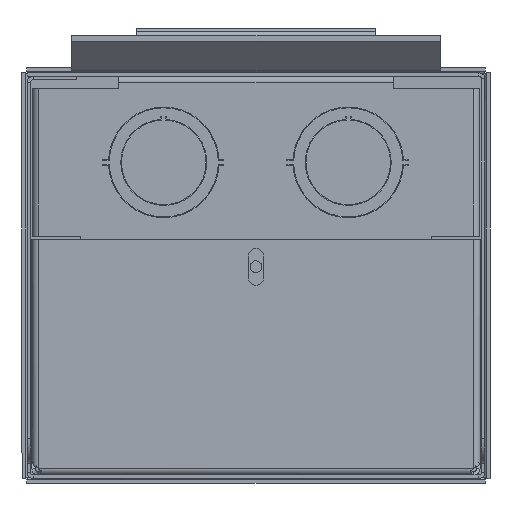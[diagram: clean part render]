
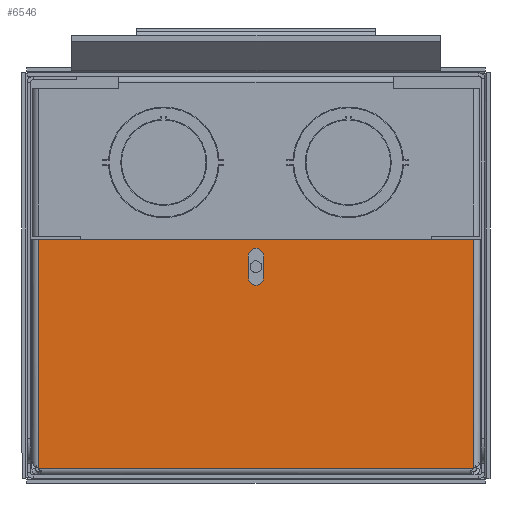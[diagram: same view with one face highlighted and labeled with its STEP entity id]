
A CAD part, front view. The second image highlights one B-rep face of the part: STEP entity #6546.
In plain terms, the highlighted face is planar.
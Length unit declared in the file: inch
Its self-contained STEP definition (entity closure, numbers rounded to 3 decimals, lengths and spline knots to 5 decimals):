
#121 = LINE ( 'NONE', #2429, #6803 ) ;
#412 = VERTEX_POINT ( 'NONE', #12567 ) ;
#481 = CARTESIAN_POINT ( 'NONE',  ( 2.64, 0.3905, 0. ) ) ;
#533 = VERTEX_POINT ( 'NONE', #10474 ) ;
#593 = VERTEX_POINT ( 'NONE', #15953 ) ;
#684 = VECTOR ( 'NONE', #6946, 39.37008 ) ;
#1002 = CARTESIAN_POINT ( 'NONE',  ( 0.503, 4.057, 0. ) ) ;
#1053 = VECTOR ( 'NONE', #4921, 39.37008 ) ;
#1292 = EDGE_CURVE ( 'NONE', #9180, #3293, #14893, .T. ) ;
#1403 = ORIENTED_EDGE ( 'NONE', *, *, #1292, .T. ) ;
#1502 = VERTEX_POINT ( 'NONE', #12324 ) ;
#1597 = AXIS2_PLACEMENT_3D ( 'NONE', #10010, #1958, #11351 ) ;
#1872 = VECTOR ( 'NONE', #2072, 39.37008 ) ;
#1943 = VECTOR ( 'NONE', #11921, 39.37008 ) ;
#1958 = DIRECTION ( 'NONE',  ( 0., 0., 1. ) ) ;
#2072 = DIRECTION ( 'NONE',  ( 1., 0., 0. ) ) ;
#2367 = EDGE_CURVE ( 'NONE', #5731, #12690, #14648, .T. ) ;
#2422 = DIRECTION ( 'NONE',  ( -1., 0., 0. ) ) ;
#2429 = CARTESIAN_POINT ( 'NONE',  ( 0., 2.335, 0. ) ) ;
#2714 = ORIENTED_EDGE ( 'NONE', *, *, #5021, .T. ) ;
#3293 = VERTEX_POINT ( 'NONE', #4420 ) ;
#3318 = VECTOR ( 'NONE', #14118, 39.37008 ) ;
#3707 = DIRECTION ( 'NONE',  ( 0., -1., 0. ) ) ;
#3972 = CARTESIAN_POINT ( 'NONE',  ( 4.899, 2.366, 0. ) ) ;
#4420 = CARTESIAN_POINT ( 'NONE',  ( 2.796, 0.1715, 0. ) ) ;
#4921 = DIRECTION ( 'NONE',  ( 0., 1., 0. ) ) ;
#5021 = EDGE_CURVE ( 'NONE', #11513, #9180, #13969, .T. ) ;
#5208 = ORIENTED_EDGE ( 'NONE', *, *, #6621, .F. ) ;
#5315 = AXIS2_PLACEMENT_3D ( 'NONE', #6593, #15946, #7940 ) ;
#5484 = CARTESIAN_POINT ( 'NONE',  ( 0.503, 2.331, 0. ) ) ;
#5520 = ORIENTED_EDGE ( 'NONE', *, *, #12669, .F. ) ;
#5582 = ORIENTED_EDGE ( 'NONE', *, *, #2367, .F. ) ;
#5604 = CARTESIAN_POINT ( 'NONE',  ( 0.538, 2.366, 0. ) ) ;
#5731 = VERTEX_POINT ( 'NONE', #5484 ) ;
#6133 = EDGE_LOOP ( 'NONE', ( #8208, #7133, #2714, #1403 ) ) ;
#6546 = ADVANCED_FACE ( 'NONE', ( #9931, #13884 ), #14416, .T. ) ;
#6593 = CARTESIAN_POINT ( 'NONE',  ( 2.718, 0.1715, 0. ) ) ;
#6605 = CIRCLE ( 'NONE', #1597, 0.078 ) ;
#6621 = EDGE_CURVE ( 'NONE', #1502, #533, #15784, .T. ) ;
#6803 = VECTOR ( 'NONE', #10469, 39.37008 ) ;
#6946 = DIRECTION ( 'NONE',  ( -0.707, -0.707, 0. ) ) ;
#7019 = ORIENTED_EDGE ( 'NONE', *, *, #16239, .F. ) ;
#7133 = ORIENTED_EDGE ( 'NONE', *, *, #14898, .T. ) ;
#7940 = DIRECTION ( 'NONE',  ( 1., 0., 0. ) ) ;
#8208 = ORIENTED_EDGE ( 'NONE', *, *, #15039, .T. ) ;
#8328 = EDGE_LOOP ( 'NONE', ( #5520, #14848, #5582, #7019, #11865, #5208 ) ) ;
#9011 = LINE ( 'NONE', #12744, #1872 ) ;
#9180 = VERTEX_POINT ( 'NONE', #12067 ) ;
#9931 = FACE_OUTER_BOUND ( 'NONE', #8328, .T. ) ;
#10010 = CARTESIAN_POINT ( 'NONE',  ( 2.718, 0.3905, 0. ) ) ;
#10292 = DIRECTION ( 'NONE',  ( 0., 1., 0. ) ) ;
#10297 = CARTESIAN_POINT ( 'NONE',  ( 0.503, 0., 0. ) ) ;
#10464 = DIRECTION ( 'NONE',  ( 0., 0., -1. ) ) ;
#10469 = DIRECTION ( 'NONE',  ( -1., 0., 0. ) ) ;
#10474 = CARTESIAN_POINT ( 'NONE',  ( 4.93, 2.335, 0. ) ) ;
#10765 = CARTESIAN_POINT ( 'NONE',  ( 0.507, 2.335, 0. ) ) ;
#11110 = VECTOR ( 'NONE', #3707, 39.37008 ) ;
#11351 = DIRECTION ( 'NONE',  ( 1., 0., 0. ) ) ;
#11447 = CARTESIAN_POINT ( 'NONE',  ( 2.64, 0.3905, 0. ) ) ;
#11484 = AXIS2_PLACEMENT_3D ( 'NONE', #15781, #10464, #2422 ) ;
#11513 = VERTEX_POINT ( 'NONE', #481 ) ;
#11630 = LINE ( 'NONE', #11635, #14749 ) ;
#11635 = CARTESIAN_POINT ( 'NONE',  ( 2.796, 0.1715, 0. ) ) ;
#11865 = ORIENTED_EDGE ( 'NONE', *, *, #15118, .F. ) ;
#11920 = VERTEX_POINT ( 'NONE', #10765 ) ;
#11921 = DIRECTION ( 'NONE',  ( -0.707, 0.707, 0. ) ) ;
#12067 = CARTESIAN_POINT ( 'NONE',  ( 2.64, 0.1715, 0. ) ) ;
#12324 = CARTESIAN_POINT ( 'NONE',  ( 4.934, 2.331, 0. ) ) ;
#12567 = CARTESIAN_POINT ( 'NONE',  ( 2.796, 0.3905, 0. ) ) ;
#12614 = EDGE_CURVE ( 'NONE', #12690, #593, #9011, .T. ) ;
#12669 = EDGE_CURVE ( 'NONE', #593, #1502, #15274, .T. ) ;
#12690 = VERTEX_POINT ( 'NONE', #10297 ) ;
#12744 = CARTESIAN_POINT ( 'NONE',  ( 0., 0., 0. ) ) ;
#12859 = CARTESIAN_POINT ( 'NONE',  ( 4.934, 4.057, 0. ) ) ;
#13793 = LINE ( 'NONE', #5604, #684 ) ;
#13884 = FACE_BOUND ( 'NONE', #6133, .T. ) ;
#13969 = LINE ( 'NONE', #11447, #3318 ) ;
#14118 = DIRECTION ( 'NONE',  ( 0., -1., 0. ) ) ;
#14416 = PLANE ( 'NONE',  #11484 ) ;
#14648 = LINE ( 'NONE', #1002, #11110 ) ;
#14749 = VECTOR ( 'NONE', #10292, 39.37008 ) ;
#14848 = ORIENTED_EDGE ( 'NONE', *, *, #12614, .F. ) ;
#14893 = CIRCLE ( 'NONE', #5315, 0.078 ) ;
#14898 = EDGE_CURVE ( 'NONE', #412, #11513, #6605, .T. ) ;
#15039 = EDGE_CURVE ( 'NONE', #3293, #412, #11630, .T. ) ;
#15118 = EDGE_CURVE ( 'NONE', #533, #11920, #121, .T. ) ;
#15274 = LINE ( 'NONE', #12859, #1053 ) ;
#15781 = CARTESIAN_POINT ( 'NONE',  ( 0., 4.057, 0. ) ) ;
#15784 = LINE ( 'NONE', #3972, #1943 ) ;
#15946 = DIRECTION ( 'NONE',  ( 0., 0., 1. ) ) ;
#15953 = CARTESIAN_POINT ( 'NONE',  ( 4.934, 0., 0. ) ) ;
#16239 = EDGE_CURVE ( 'NONE', #11920, #5731, #13793, .T. ) ;
